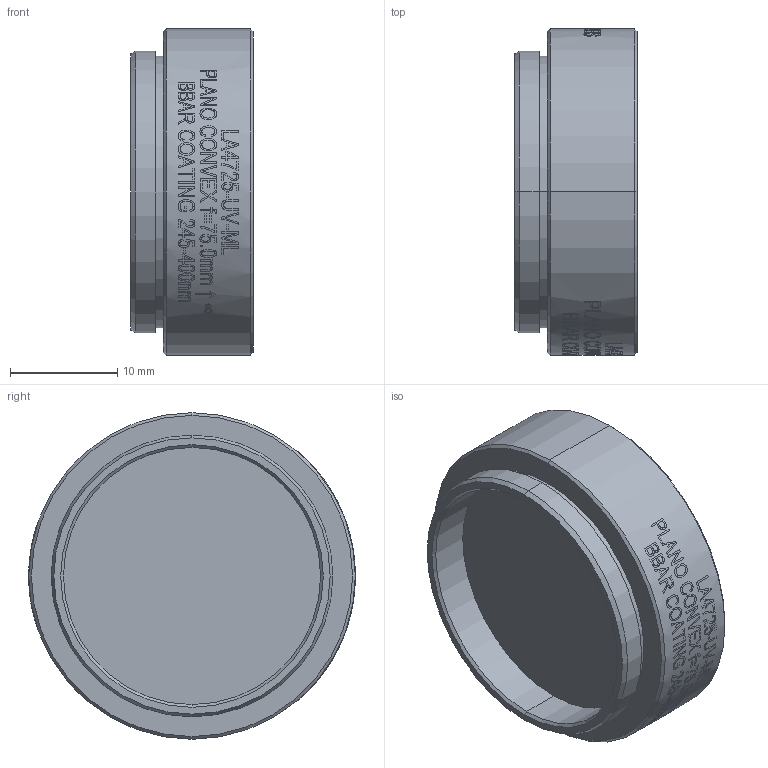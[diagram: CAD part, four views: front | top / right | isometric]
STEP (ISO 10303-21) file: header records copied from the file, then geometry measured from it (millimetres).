
FILE_DESCRIPTION (( 'STEP AP203' ), '1' );
FILE_NAME ('24455-E0W.STEP', '2019-08-23T18:29:25', ( '' ), ( '' ), 'SwSTEP 2.0', 'SolidWorks 2018', '' );
FILE_SCHEMA (( 'CONFIG_CONTROL_DESIGN' ));
Length unit declared in the file: millimetre
Products named in the file (1): 24455-E0W
Bounding box: 11.43 x 30.48 x 30.48 mm (x, y, z)
Volume: 3707.4 mm3; surface area: 4312 mm2
Topology: 3 solids, 3 shells, 154 faces, 865 edges, 806 vertices
Faces by surface type: cylinder 106, cone 26, plane 20, torus 2
Entity records: 14385 total; most frequent: CARTESIAN_POINT 7557, ORIENTED_EDGE 1726, DIRECTION 1050, EDGE_CURVE 863, VERTEX_POINT 806, AXIS2_PLACEMENT_3D 421, B_SPLINE_CURVE_WITH_KNOTS 389, CIRCLE 266
